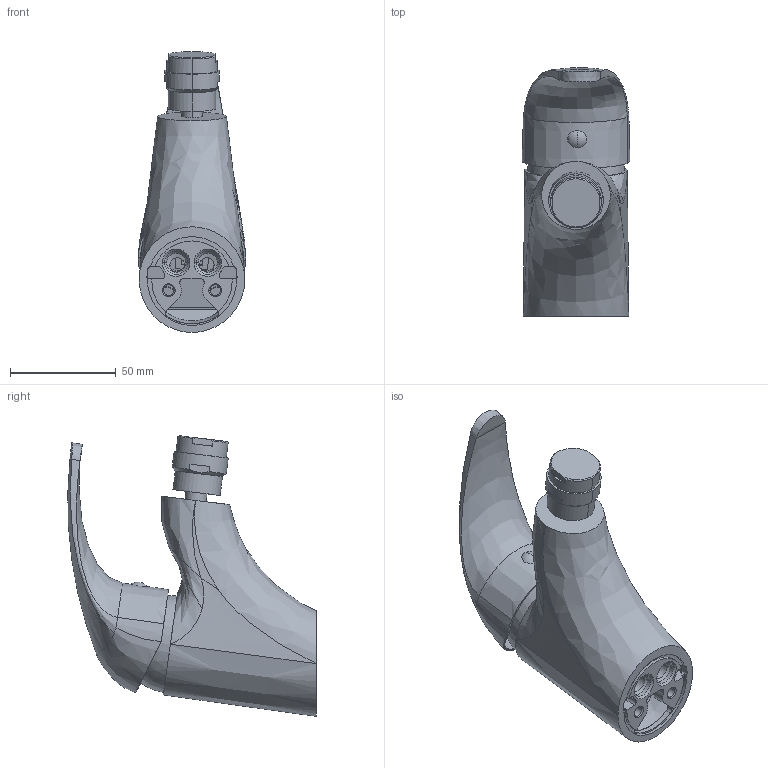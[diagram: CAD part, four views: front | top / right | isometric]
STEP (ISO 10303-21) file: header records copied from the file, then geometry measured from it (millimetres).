
FILE_DESCRIPTION((''),'2;1');
FILE_NAME('ND131CR','2021-11-10T10:02:04',('ut3'),('PAFFONI SpA'),'CREO PARAMETRIC BY PTC INC, 2020044','CREO PARAMETRIC BY PTC INC, 2020044','');
FILE_SCHEMA(('CONFIG_CONTROL_DESIGN','SHAPE_APPEARANCE_LAYERS_GROUPS'));
Length unit declared in the file: millimetre
Products named in the file (1): ND131CR
Bounding box: 50.99 x 117.59 x 132.87 mm (x, y, z)
Volume: 133672.1 mm3; surface area: 65419.7 mm2
Topology: 1 solids, 1 shells, 305 faces, 803 edges, 506 vertices
Faces by surface type: plane 107, cylinder 88, bspline 49, cone 42, extrusion 13, torus 4, sphere 2
Entity records: 16533 total; most frequent: CARTESIAN_POINT 7244, ORIENTED_EDGE 1582, DIRECTION 1280, EDGE_CURVE 791, VERTEX_POINT 506, AXIS2_PLACEMENT_3D 480, EDGE_LOOP 337, VECTOR 320
